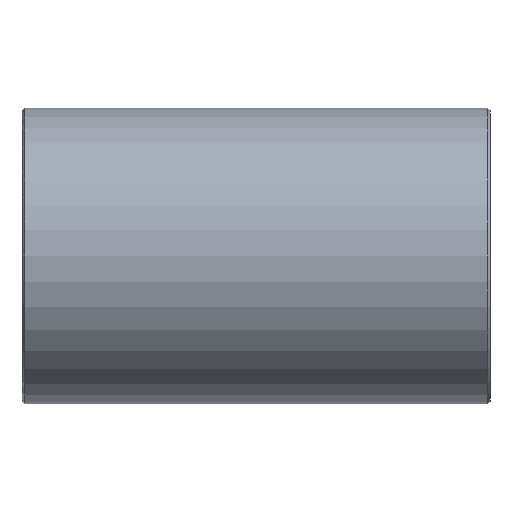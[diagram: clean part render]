
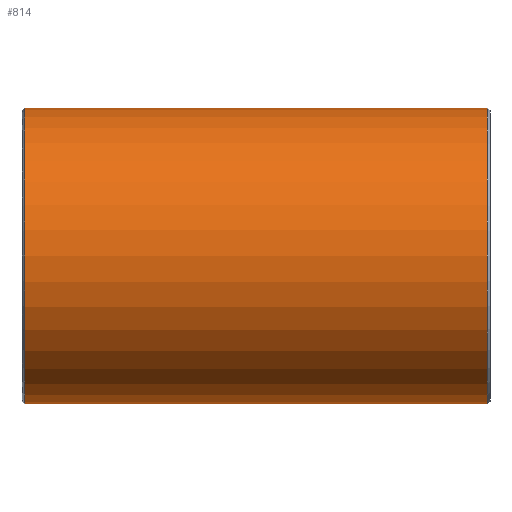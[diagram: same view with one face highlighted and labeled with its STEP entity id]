
A CAD part, front view. The second image highlights one B-rep face of the part: STEP entity #814.
In plain terms, the highlighted cylindrical face has radius 136.525 mm (diameter 273.05 mm), a partial arc.
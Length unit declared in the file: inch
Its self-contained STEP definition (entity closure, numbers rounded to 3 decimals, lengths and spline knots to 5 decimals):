
#27 = EDGE_CURVE ( 'NONE', #56, #862, #650, .T. ) ;
#43 = AXIS2_PLACEMENT_3D ( 'NONE', #142, #755, #366 ) ;
#56 = VERTEX_POINT ( 'NONE', #438 ) ;
#59 = CARTESIAN_POINT ( 'NONE',  ( 8.39767, 0., -5.375 ) ) ;
#133 = CARTESIAN_POINT ( 'NONE',  ( -8.39767, 0., -5.375 ) ) ;
#142 = CARTESIAN_POINT ( 'NONE',  ( -8.39767, 0., 0. ) ) ;
#154 = VERTEX_POINT ( 'NONE', #59 ) ;
#160 = DIRECTION ( 'NONE',  ( -1., 0., 0. ) ) ;
#186 = VERTEX_POINT ( 'NONE', #660 ) ;
#233 = ORIENTED_EDGE ( 'NONE', *, *, #505, .T. ) ;
#256 = ORIENTED_EDGE ( 'NONE', *, *, #346, .T. ) ;
#266 = CYLINDRICAL_SURFACE ( 'NONE', #818, 5.375 ) ;
#308 = VECTOR ( 'NONE', #160, 39.37008 ) ;
#329 = DIRECTION ( 'NONE',  ( 0., 0., 1. ) ) ;
#346 = EDGE_CURVE ( 'NONE', #186, #56, #368, .T. ) ;
#359 = VECTOR ( 'NONE', #701, 39.37008 ) ;
#366 = DIRECTION ( 'NONE',  ( 0., 0., 1. ) ) ;
#368 = LINE ( 'NONE', #722, #308 ) ;
#422 = EDGE_CURVE ( 'NONE', #154, #862, #585, .T. ) ;
#438 = CARTESIAN_POINT ( 'NONE',  ( -8.39767, 0., 5.375 ) ) ;
#465 = CARTESIAN_POINT ( 'NONE',  ( 8.5, 0., 0. ) ) ;
#482 = ORIENTED_EDGE ( 'NONE', *, *, #422, .F. ) ;
#489 = AXIS2_PLACEMENT_3D ( 'NONE', #503, #867, #772 ) ;
#503 = CARTESIAN_POINT ( 'NONE',  ( 8.39767, 0., 0. ) ) ;
#505 = EDGE_CURVE ( 'NONE', #154, #186, #608, .T. ) ;
#585 = LINE ( 'NONE', #863, #359 ) ;
#601 = FACE_OUTER_BOUND ( 'NONE', #741, .T. ) ;
#608 = CIRCLE ( 'NONE', #489, 5.375 ) ;
#650 = CIRCLE ( 'NONE', #43, 5.375 ) ;
#660 = CARTESIAN_POINT ( 'NONE',  ( 8.39767, 0., 5.375 ) ) ;
#665 = ORIENTED_EDGE ( 'NONE', *, *, #27, .T. ) ;
#701 = DIRECTION ( 'NONE',  ( -1., 0., 0. ) ) ;
#722 = CARTESIAN_POINT ( 'NONE',  ( 8.5, 0., 5.375 ) ) ;
#741 = EDGE_LOOP ( 'NONE', ( #482, #233, #256, #665 ) ) ;
#750 = DIRECTION ( 'NONE',  ( -1., 0., 0. ) ) ;
#755 = DIRECTION ( 'NONE',  ( 1., 0., 0. ) ) ;
#772 = DIRECTION ( 'NONE',  ( 0., 0., -1. ) ) ;
#814 = ADVANCED_FACE ( 'NONE', ( #601 ), #266, .T. ) ;
#818 = AXIS2_PLACEMENT_3D ( 'NONE', #465, #750, #329 ) ;
#862 = VERTEX_POINT ( 'NONE', #133 ) ;
#863 = CARTESIAN_POINT ( 'NONE',  ( 8.5, 0., -5.375 ) ) ;
#867 = DIRECTION ( 'NONE',  ( -1., 0., 0. ) ) ;
